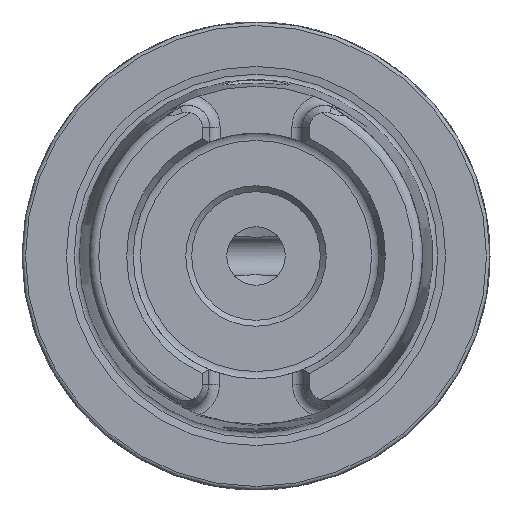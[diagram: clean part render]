
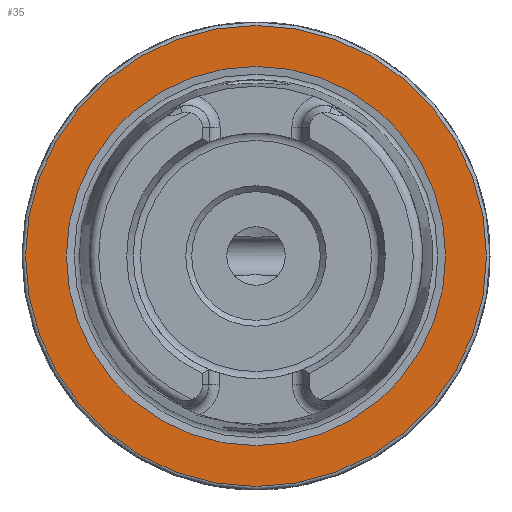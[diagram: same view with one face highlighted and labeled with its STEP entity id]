
A CAD part, left-side view. The second image highlights one B-rep face of the part: STEP entity #35.
In plain terms, the highlighted planar face has unit normal (-1, 0, 0).
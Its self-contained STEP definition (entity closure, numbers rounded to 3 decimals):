
#35 = ADVANCED_FACE ( 'NONE', ( #8092, #4109 ), #5958, .F. ) ;
#593 = DIRECTION ( 'NONE',  ( -1., 0., 0. ) ) ;
#619 = CARTESIAN_POINT ( 'NONE',  ( 0., 0., 0. ) ) ;
#1034 = EDGE_CURVE ( 'NONE', #4263, #4263, #7736, .T. ) ;
#1352 = DIRECTION ( 'NONE',  ( -1., 0., 0. ) ) ;
#1864 = AXIS2_PLACEMENT_3D ( 'NONE', #2506, #3230, #5280 ) ;
#2394 = ORIENTED_EDGE ( 'NONE', *, *, #1034, .T. ) ;
#2506 = CARTESIAN_POINT ( 'NONE',  ( 0., 19.7, 0. ) ) ;
#2567 = CARTESIAN_POINT ( 'NONE',  ( 0., 0., 19.7 ) ) ;
#2916 = AXIS2_PLACEMENT_3D ( 'NONE', #4634, #593, #7376 ) ;
#3230 = DIRECTION ( 'NONE',  ( 1., 0., 0. ) ) ;
#3337 = DIRECTION ( 'NONE',  ( 0., 0., 1. ) ) ;
#3597 = EDGE_LOOP ( 'NONE', ( #5066 ) ) ;
#4109 = FACE_OUTER_BOUND ( 'NONE', #4260, .T. ) ;
#4260 = EDGE_LOOP ( 'NONE', ( #2394 ) ) ;
#4263 = VERTEX_POINT ( 'NONE', #2567 ) ;
#4634 = CARTESIAN_POINT ( 'NONE',  ( 0., 0., 0. ) ) ;
#4996 = AXIS2_PLACEMENT_3D ( 'NONE', #619, #1352, #3337 ) ;
#5066 = ORIENTED_EDGE ( 'NONE', *, *, #6225, .F. ) ;
#5280 = DIRECTION ( 'NONE',  ( 0., 0., -1. ) ) ;
#5958 = PLANE ( 'NONE',  #1864 ) ;
#6225 = EDGE_CURVE ( 'NONE', #7810, #7810, #6876, .T. ) ;
#6876 = CIRCLE ( 'NONE', #2916, 16.207 ) ;
#7376 = DIRECTION ( 'NONE',  ( 0., 0., 1. ) ) ;
#7736 = CIRCLE ( 'NONE', #4996, 19.7 ) ;
#7810 = VERTEX_POINT ( 'NONE', #8058 ) ;
#8058 = CARTESIAN_POINT ( 'NONE',  ( 0., 0., 16.207 ) ) ;
#8092 = FACE_BOUND ( 'NONE', #3597, .T. ) ;
